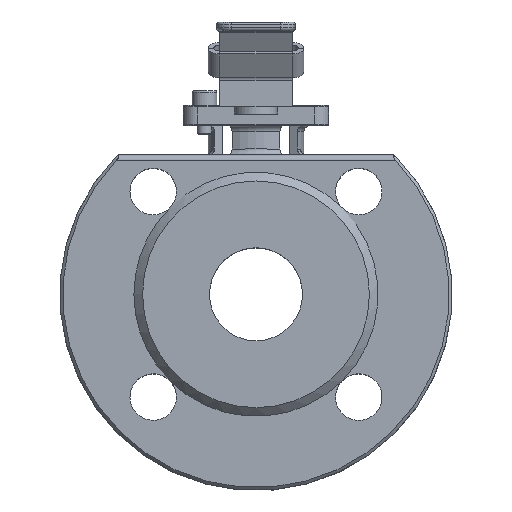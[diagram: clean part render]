
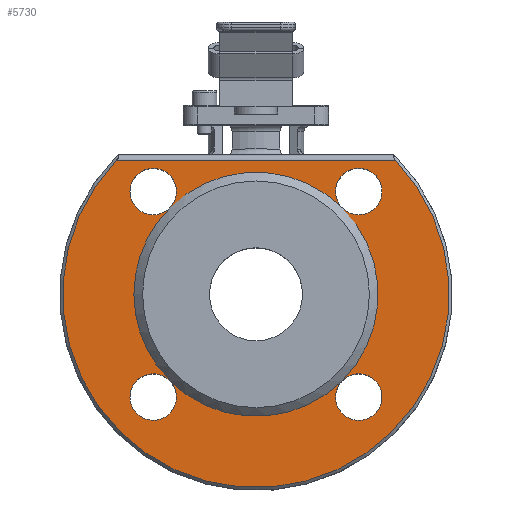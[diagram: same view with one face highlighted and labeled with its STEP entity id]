
A CAD part, top view. The second image highlights one B-rep face of the part: STEP entity #5730.
In plain terms, the highlighted face is planar.
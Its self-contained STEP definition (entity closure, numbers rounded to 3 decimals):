
#222=FACE_BOUND('',#1256,.T.);
#399=CIRCLE('',#6350,66.5);
#403=CIRCLE('',#6360,8.);
#404=CIRCLE('',#6361,42.);
#405=CIRCLE('',#6362,8.);
#406=CIRCLE('',#6363,8.);
#407=CIRCLE('',#6364,42.);
#408=CIRCLE('',#6365,8.);
#409=CIRCLE('',#6366,8.);
#410=CIRCLE('',#6367,42.);
#411=CIRCLE('',#6368,42.);
#412=CIRCLE('',#6369,8.);
#413=CIRCLE('',#6370,8.);
#414=CIRCLE('',#6371,42.);
#415=CIRCLE('',#6372,8.);
#923=FACE_OUTER_BOUND('',#1255,.T.);
#1255=EDGE_LOOP('',(#4466,#4467));
#1256=EDGE_LOOP('',(#4468,#4469,#4470,#4471,#4472,#4473,#4474,#4475,#4476,
#4477,#4478,#4479,#4480));
#1632=LINE('',#8939,#2101);
#2101=VECTOR('',#7289,10.);
#2627=VERTEX_POINT('',#8923);
#2628=VERTEX_POINT('',#8938);
#2658=VERTEX_POINT('',#9114);
#2659=VERTEX_POINT('',#9115);
#2660=VERTEX_POINT('',#9117);
#2661=VERTEX_POINT('',#9119);
#2662=VERTEX_POINT('',#9122);
#2663=VERTEX_POINT('',#9124);
#2664=VERTEX_POINT('',#9127);
#2665=VERTEX_POINT('',#9129);
#2666=VERTEX_POINT('',#9131);
#3254=EDGE_CURVE('',#2627,#2628,#1632,.T.);
#3297=EDGE_CURVE('',#2628,#2627,#399,.T.);
#3303=EDGE_CURVE('',#2658,#2659,#403,.T.);
#3304=EDGE_CURVE('',#2660,#2658,#404,.T.);
#3305=EDGE_CURVE('',#2661,#2660,#405,.T.);
#3306=EDGE_CURVE('',#2660,#2661,#406,.T.);
#3307=EDGE_CURVE('',#2662,#2660,#407,.T.);
#3308=EDGE_CURVE('',#2663,#2662,#408,.T.);
#3309=EDGE_CURVE('',#2662,#2663,#409,.T.);
#3310=EDGE_CURVE('',#2664,#2662,#410,.T.);
#3311=EDGE_CURVE('',#2665,#2664,#411,.T.);
#3312=EDGE_CURVE('',#2666,#2665,#412,.T.);
#3313=EDGE_CURVE('',#2665,#2666,#413,.T.);
#3314=EDGE_CURVE('',#2658,#2665,#414,.T.);
#3315=EDGE_CURVE('',#2659,#2658,#415,.T.);
#4466=ORIENTED_EDGE('',*,*,#3254,.F.);
#4467=ORIENTED_EDGE('',*,*,#3297,.F.);
#4468=ORIENTED_EDGE('',*,*,#3303,.F.);
#4469=ORIENTED_EDGE('',*,*,#3304,.F.);
#4470=ORIENTED_EDGE('',*,*,#3305,.F.);
#4471=ORIENTED_EDGE('',*,*,#3306,.F.);
#4472=ORIENTED_EDGE('',*,*,#3307,.F.);
#4473=ORIENTED_EDGE('',*,*,#3308,.F.);
#4474=ORIENTED_EDGE('',*,*,#3309,.F.);
#4475=ORIENTED_EDGE('',*,*,#3310,.F.);
#4476=ORIENTED_EDGE('',*,*,#3311,.F.);
#4477=ORIENTED_EDGE('',*,*,#3312,.F.);
#4478=ORIENTED_EDGE('',*,*,#3313,.F.);
#4479=ORIENTED_EDGE('',*,*,#3314,.F.);
#4480=ORIENTED_EDGE('',*,*,#3315,.F.);
#5498=PLANE('',#6359);
#5730=ADVANCED_FACE('',(#923,#222),#5498,.F.);
#6350=AXIS2_PLACEMENT_3D('',#9099,#7359,#7360);
#6359=AXIS2_PLACEMENT_3D('',#9113,#7379,#7380);
#6360=AXIS2_PLACEMENT_3D('',#9116,#7381,#7382);
#6361=AXIS2_PLACEMENT_3D('',#9118,#7383,#7384);
#6362=AXIS2_PLACEMENT_3D('',#9120,#7385,#7386);
#6363=AXIS2_PLACEMENT_3D('',#9121,#7387,#7388);
#6364=AXIS2_PLACEMENT_3D('',#9123,#7389,#7390);
#6365=AXIS2_PLACEMENT_3D('',#9125,#7391,#7392);
#6366=AXIS2_PLACEMENT_3D('',#9126,#7393,#7394);
#6367=AXIS2_PLACEMENT_3D('',#9128,#7395,#7396);
#6368=AXIS2_PLACEMENT_3D('',#9130,#7397,#7398);
#6369=AXIS2_PLACEMENT_3D('',#9132,#7399,#7400);
#6370=AXIS2_PLACEMENT_3D('',#9133,#7401,#7402);
#6371=AXIS2_PLACEMENT_3D('',#9134,#7403,#7404);
#6372=AXIS2_PLACEMENT_3D('',#9135,#7405,#7406);
#7289=DIRECTION('',(-1.,0.,0.));
#7359=DIRECTION('center_axis',(0.,0.,
1.));
#7360=DIRECTION('ref_axis',(-1.,0.,0.));
#7379=DIRECTION('center_axis',(0.,0.,
1.));
#7380=DIRECTION('ref_axis',(1.,0.,0.));
#7381=DIRECTION('center_axis',(0.,0.,
-1.));
#7382=DIRECTION('ref_axis',(-1.,0.,0.));
#7383=DIRECTION('center_axis',(0.,0.,
-1.));
#7384=DIRECTION('ref_axis',(-1.,0.,0.));
#7385=DIRECTION('center_axis',(0.,0.,
-1.));
#7386=DIRECTION('ref_axis',(-1.,0.,0.));
#7387=DIRECTION('center_axis',(0.,0.,
-1.));
#7388=DIRECTION('ref_axis',(-1.,0.,0.));
#7389=DIRECTION('center_axis',(0.,0.,
-1.));
#7390=DIRECTION('ref_axis',(-1.,0.,0.));
#7391=DIRECTION('center_axis',(0.,0.,
-1.));
#7392=DIRECTION('ref_axis',(-1.,0.,0.));
#7393=DIRECTION('center_axis',(0.,0.,
-1.));
#7394=DIRECTION('ref_axis',(-1.,0.,0.));
#7395=DIRECTION('center_axis',(0.,0.,
-1.));
#7396=DIRECTION('ref_axis',(-1.,0.,0.));
#7397=DIRECTION('center_axis',(0.,0.,
-1.));
#7398=DIRECTION('ref_axis',(-1.,0.,0.));
#7399=DIRECTION('center_axis',(0.,0.,
-1.));
#7400=DIRECTION('ref_axis',(-1.,0.,0.));
#7401=DIRECTION('center_axis',(0.,0.,
-1.));
#7402=DIRECTION('ref_axis',(-1.,0.,0.));
#7403=DIRECTION('center_axis',(0.,0.,
-1.));
#7404=DIRECTION('ref_axis',(-1.,0.,0.));
#7405=DIRECTION('center_axis',(0.,0.,
-1.));
#7406=DIRECTION('ref_axis',(-1.,0.,0.));
#8923=CARTESIAN_POINT('',(48.023,46.,3.));
#8938=CARTESIAN_POINT('',(-48.023,46.,3.));
#8939=CARTESIAN_POINT('',(-0.603,46.,3.));
#9099=CARTESIAN_POINT('Origin',(0.,0.,
3.));
#9113=CARTESIAN_POINT('Origin',(0.,0.,
3.));
#9114=CARTESIAN_POINT('',(-29.698,29.698,3.));
#9115=CARTESIAN_POINT('',(-27.355,35.355,3.));
#9116=CARTESIAN_POINT('Origin',(-35.355,35.355,3.));
#9117=CARTESIAN_POINT('',(-29.698,-29.698,3.));
#9118=CARTESIAN_POINT('Origin',(0.,0.,
3.));
#9119=CARTESIAN_POINT('',(-27.355,-35.355,3.));
#9120=CARTESIAN_POINT('Origin',(-35.355,-35.355,3.));
#9121=CARTESIAN_POINT('Origin',(-35.355,-35.355,3.));
#9122=CARTESIAN_POINT('',(29.698,-29.698,3.));
#9123=CARTESIAN_POINT('Origin',(0.,0.,
3.));
#9124=CARTESIAN_POINT('',(43.355,-35.355,3.));
#9125=CARTESIAN_POINT('Origin',(35.355,-35.355,3.));
#9126=CARTESIAN_POINT('Origin',(35.355,-35.355,3.));
#9127=CARTESIAN_POINT('',(42.,0.,3.));
#9128=CARTESIAN_POINT('Origin',(0.,0.,
3.));
#9129=CARTESIAN_POINT('',(29.698,29.698,3.));
#9130=CARTESIAN_POINT('Origin',(0.,0.,
3.));
#9131=CARTESIAN_POINT('',(43.355,35.355,3.));
#9132=CARTESIAN_POINT('Origin',(35.355,35.355,3.));
#9133=CARTESIAN_POINT('Origin',(35.355,35.355,3.));
#9134=CARTESIAN_POINT('Origin',(0.,0.,
3.));
#9135=CARTESIAN_POINT('Origin',(-35.355,35.355,3.));
